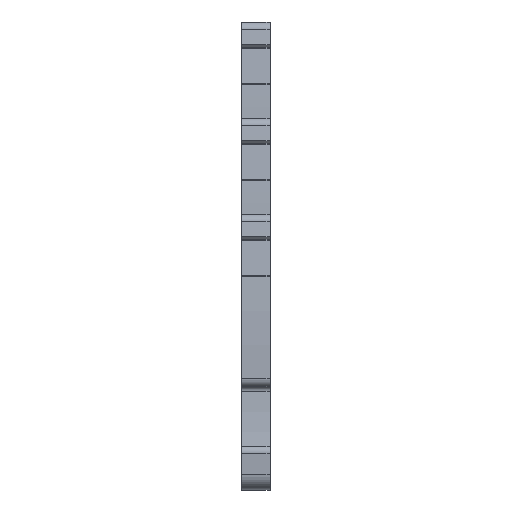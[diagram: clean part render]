
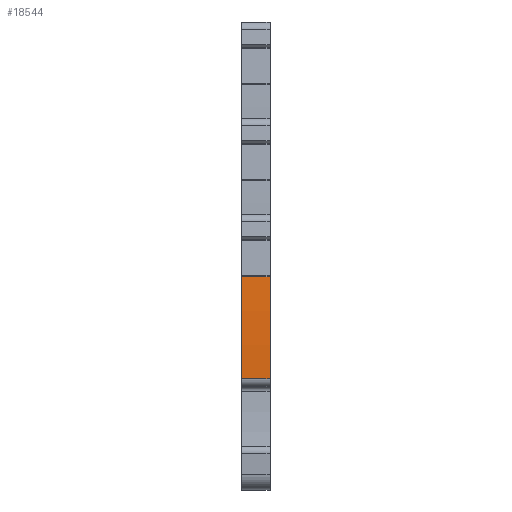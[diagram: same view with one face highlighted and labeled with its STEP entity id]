
A CAD part, front view. The second image highlights one B-rep face of the part: STEP entity #18544.
In plain terms, the highlighted cylindrical face has radius 122.2 mm (diameter 244.4 mm), a partial arc.
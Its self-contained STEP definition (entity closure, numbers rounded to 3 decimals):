
#12585=AXIS2_PLACEMENT_3D('Circle Axis2P3D',#12583,#12584,$) ;
#18524=AXIS2_PLACEMENT_3D('Cylinder Axis2P3D',#18521,#18522,#18523) ;
#18535=AXIS2_PLACEMENT_3D('Circle Axis2P3D',#18533,#18534,$) ;
#12580=CARTESIAN_POINT('Vertex',(0.,1.496,13.42)) ;
#12583=CARTESIAN_POINT('Axis2P3D Location',(0.,123.642,17.05)) ;
#12587=CARTESIAN_POINT('Vertex',(0.,1.754,25.774)) ;
#18501=CARTESIAN_POINT('Line Origine',(1.75,1.496,13.42)) ;
#18505=CARTESIAN_POINT('Vertex',(3.45,1.496,13.42)) ;
#18521=CARTESIAN_POINT('Axis2P3D Location',(1.75,123.642,17.05)) ;
#18526=CARTESIAN_POINT('Line Origine',(1.75,1.754,25.774)) ;
#18530=CARTESIAN_POINT('Vertex',(3.45,1.754,25.774)) ;
#18533=CARTESIAN_POINT('Axis2P3D Location',(3.45,123.642,17.05)) ;
#12584=DIRECTION('Axis2P3D Direction',(1.,0.,0.)) ;
#18502=DIRECTION('Vector Direction',(1.,0.,0.)) ;
#18522=DIRECTION('Axis2P3D Direction',(1.,0.,0.)) ;
#18523=DIRECTION('Axis2P3D XDirection',(0.,-0.992,0.126)) ;
#18527=DIRECTION('Vector Direction',(1.,0.,0.)) ;
#18534=DIRECTION('Axis2P3D Direction',(1.,0.,0.)) ;
#18503=VECTOR('Line Direction',#18502,1.) ;
#18528=VECTOR('Line Direction',#18527,1.) ;
#18539=ORIENTED_EDGE('',*,*,#18532,.F.) ;
#18540=ORIENTED_EDGE('',*,*,#12589,.T.) ;
#18541=ORIENTED_EDGE('',*,*,#18507,.T.) ;
#18542=ORIENTED_EDGE('',*,*,#18537,.F.) ;
#18544=ADVANCED_FACE('PartBody',(#18543),#18525,.T.) ;
#12586=CIRCLE('generated circle',#12585,122.2) ;
#18536=CIRCLE('generated circle',#18535,122.2) ;
#18525=CYLINDRICAL_SURFACE('generated cylinder',#18524,122.2) ;
#12589=EDGE_CURVE('',#12588,#12581,#12586,.T.) ;
#18507=EDGE_CURVE('',#12581,#18506,#18504,.T.) ;
#18532=EDGE_CURVE('',#12588,#18531,#18529,.T.) ;
#18537=EDGE_CURVE('',#18531,#18506,#18536,.T.) ;
#18538=EDGE_LOOP('',(#18539,#18540,#18541,#18542)) ;
#18543=FACE_OUTER_BOUND('',#18538,.T.) ;
#18504=LINE('Line',#18501,#18503) ;
#18529=LINE('Line',#18526,#18528) ;
#12581=VERTEX_POINT('',#12580) ;
#12588=VERTEX_POINT('',#12587) ;
#18506=VERTEX_POINT('',#18505) ;
#18531=VERTEX_POINT('',#18530) ;
